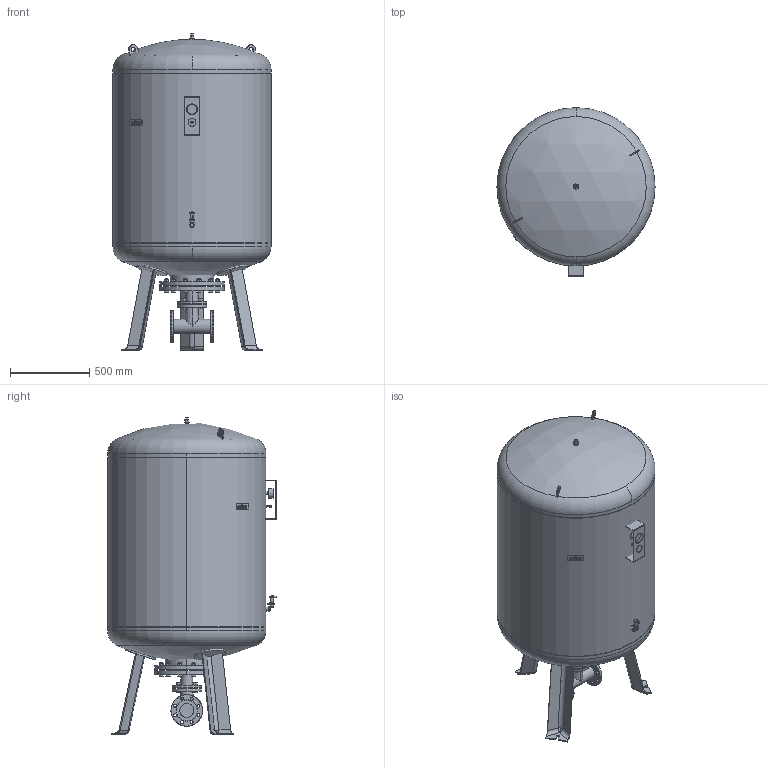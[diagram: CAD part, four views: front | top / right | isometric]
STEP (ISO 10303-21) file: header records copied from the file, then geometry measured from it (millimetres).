
FILE_DESCRIPTION((''),'2;1');
FILE_NAME('3d_DT51000(1000mm)_10bar-7337305.stp','2009-12-29T14:04:57',(''),(''),'Mechanical Desktop 2008','Mechanical Desktop 2008',', , ');
FILE_SCHEMA(('CONFIG_CONTROL_DESIGN'));
Length unit declared in the file: millimetre
Products named in the file (1): Product
Bounding box: 1000 x 1066 x 2000 mm (x, y, z)
Volume: 1093170221.6 mm3; surface area: 10691228.2 mm2
Topology: 31 solids, 31 shells, 793 faces, 1943 edges, 1259 vertices
Faces by surface type: plane 417, cylinder 193, bspline 90, cone 69, sphere 12, torus 12
Entity records: 25217 total; most frequent: CARTESIAN_POINT 6214, DIRECTION 3933, ORIENTED_EDGE 3854, EDGE_CURVE 1927, AXIS2_PLACEMENT_3D 1381, VERTEX_POINT 1259, VECTOR 1171, LINE 1171
